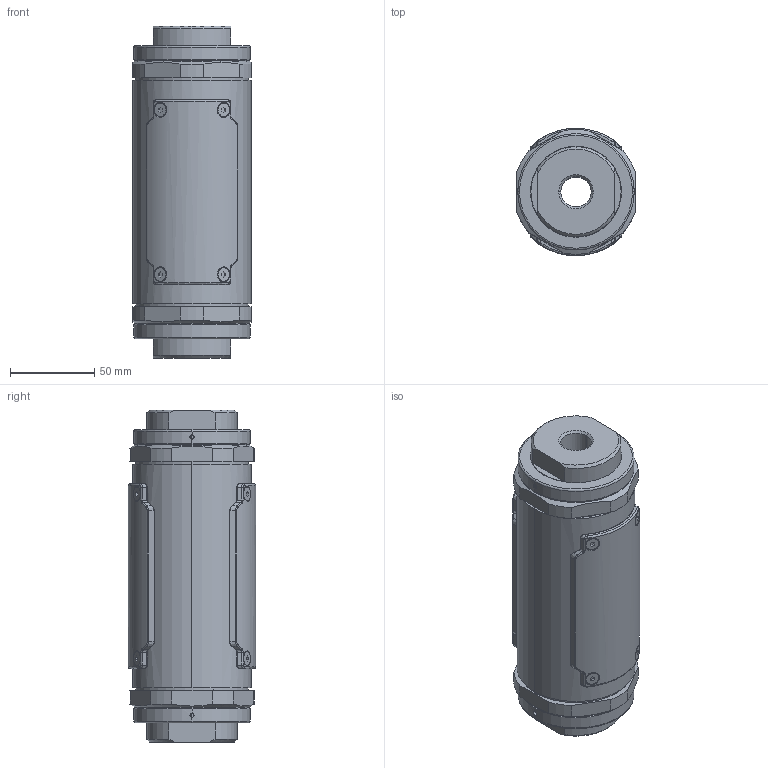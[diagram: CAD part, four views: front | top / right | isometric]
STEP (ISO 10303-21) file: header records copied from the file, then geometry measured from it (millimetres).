
FILE_DESCRIPTION (( 'STEP AP203' ), '1' );
FILE_NAME ('1634-PC-2-BA-0-0-.STEP', '2019-08-14T19:26:45', ( '' ), ( '' ), 'SwSTEP 2.0', 'SolidWorks 2019', '' );
FILE_SCHEMA (( 'CONFIG_CONTROL_DESIGN' ));
Length unit declared in the file: millimetre
Products named in the file (1): 1634-PC-2-BA-0-0-
Bounding box: 70 x 75.39 x 196.85 mm (x, y, z)
Surface area: 69912.8 mm2 (no closed solid volume)
Topology: 0 solids, 23 shells, 376 faces, 1382 edges, 1038 vertices
Faces by surface type: plane 146, cylinder 100, bspline 88, cone 30, torus 12
Entity records: 24881 total; most frequent: CARTESIAN_POINT 14243, ORIENTED_EDGE 2214, DIRECTION 1798, EDGE_CURVE 1382, VERTEX_POINT 1038, AXIS2_PLACEMENT_3D 629, VECTOR 540, LINE 540
